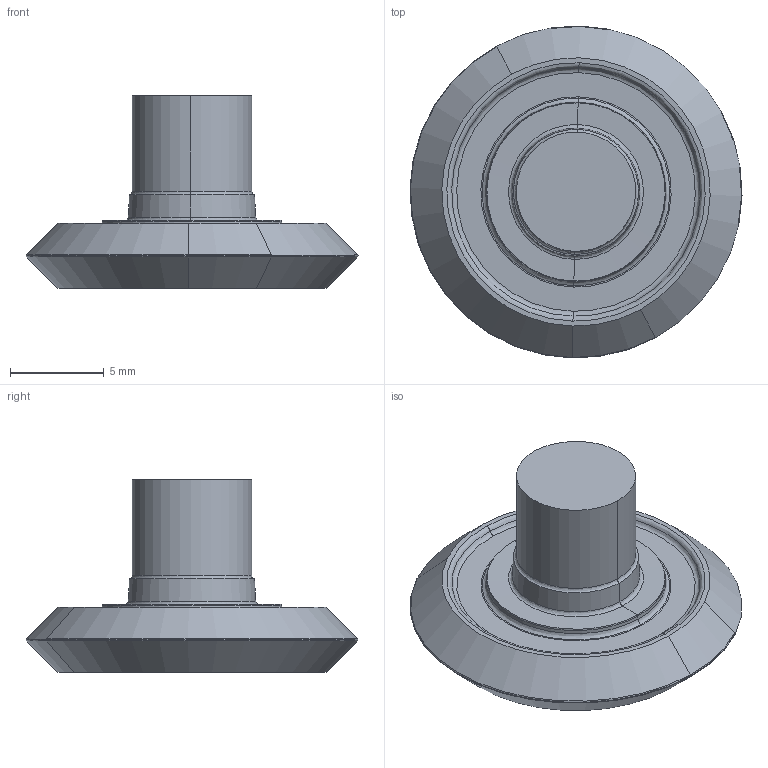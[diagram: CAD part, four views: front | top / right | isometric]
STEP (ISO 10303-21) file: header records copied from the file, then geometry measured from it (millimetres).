
FILE_DESCRIPTION(('CATIA V5 STEP','CAx-IF Rec.Pracs.--- Model Styling and Organization---1.2---2011-12-15'),'2;1');
FILE_NAME('3329122L.stp','2021-05-25T13:04:43+00:00',('none'),('none'),'CATIA Version 5 Release 21 SP 5 (IN-10)','CATIA V5 STEP AP214','none');
FILE_SCHEMA(('AUTOMOTIVE_DESIGN { 1 0 10303 214 1 1 1 1 }'));
Length unit declared in the file: millimetre
Products named in the file (1): MM GRIT18K-45A-3T6
Bounding box: 17.69 x 17.69 x 10.27 mm (x, y, z)
Volume: 846.1 mm3; surface area: 1027.6 mm2
Topology: 2 solids, 2 shells, 59 faces, 123 edges, 72 vertices
Faces by surface type: revolution 34, cone 8, plane 8, cylinder 7, torus 2
Entity records: 2056 total; most frequent: CARTESIAN_POINT 896, ORIENTED_EDGE 236, DIRECTION 151, EDGE_CURVE 118, AXIS2_PLACEMENT_3D 84, B_SPLINE_CURVE_WITH_KNOTS 72, CIRCLE 67, VERTEX_POINT 65
